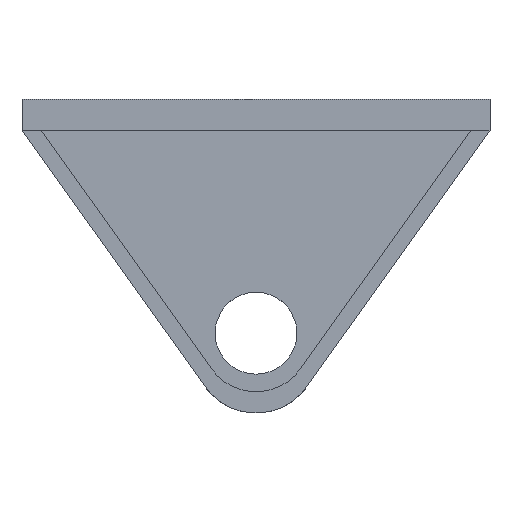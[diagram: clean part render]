
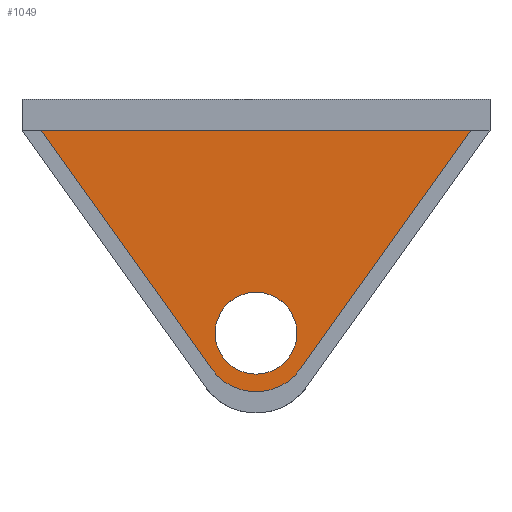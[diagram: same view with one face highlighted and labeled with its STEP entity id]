
A CAD part, top view. The second image highlights one B-rep face of the part: STEP entity #1049.
In plain terms, the highlighted planar face has unit normal (0, 0, 1).
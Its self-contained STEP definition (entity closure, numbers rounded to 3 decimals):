
#447=CIRCLE('',#1002,7.);
#448=CIRCLE('',#1003,5.25);
#485=ORIENTED_EDGE('',*,*,#699,.T.);
#486=ORIENTED_EDGE('',*,*,#705,.T.);
#487=ORIENTED_EDGE('',*,*,#706,.T.);
#488=ORIENTED_EDGE('',*,*,#707,.T.);
#489=ORIENTED_EDGE('',*,*,#708,.T.);
#577=VECTOR('',#809,1.);
#583=VECTOR('',#817,1.);
#584=VECTOR('',#820,1.);
#621=LINE('',#927,#577);
#627=LINE('',#938,#583);
#628=LINE('',#941,#584);
#662=VERTEX_POINT('',#925);
#663=VERTEX_POINT('',#926);
#667=VERTEX_POINT('',#937);
#668=VERTEX_POINT('',#939);
#669=VERTEX_POINT('',#942);
#699=EDGE_CURVE('',#662,#663,#621,.T.);
#705=EDGE_CURVE('',#663,#667,#627,.T.);
#706=EDGE_CURVE('',#667,#668,#447,.T.);
#707=EDGE_CURVE('',#668,#662,#628,.T.);
#708=EDGE_CURVE('',#669,#669,#448,.T.);
#738=EDGE_LOOP('',(#485,#486,#487,#488));
#739=EDGE_LOOP('',(#489));
#762=FACE_BOUND('',#738,.T.);
#763=FACE_BOUND('',#739,.T.);
#809=DIRECTION('',(-55.084,0.,0.));
#815=DIRECTION('',(0.,0.,1.));
#816=DIRECTION('',(0.,-1.,0.));
#817=DIRECTION('',(21.846,-30.584,0.));
#818=DIRECTION('',(0.,0.,1.));
#819=DIRECTION('',(-5.696,-4.069,0.));
#820=DIRECTION('',(21.846,30.584,0.));
#821=DIRECTION('',(0.,0.,-1.));
#822=DIRECTION('',(0.,-5.25,0.));
#925=CARTESIAN_POINT('',(27.542,0.,3.));
#926=CARTESIAN_POINT('',(-27.542,0.,3.));
#927=CARTESIAN_POINT('',(27.542,0.,3.));
#936=CARTESIAN_POINT('',(-29.746,-35.719,3.));
#937=CARTESIAN_POINT('',(-5.696,-30.584,3.));
#938=CARTESIAN_POINT('',(-27.542,0.,3.));
#939=CARTESIAN_POINT('',(5.696,-30.584,3.));
#940=CARTESIAN_POINT('',(0.,-26.516,3.));
#941=CARTESIAN_POINT('',(5.696,-30.584,3.));
#942=CARTESIAN_POINT('',(0.,-31.25,3.));
#943=CARTESIAN_POINT('',(0.,-26.,3.));
#1001=AXIS2_PLACEMENT_3D('',#936,#815,#816);
#1002=AXIS2_PLACEMENT_3D('',#940,#818,#819);
#1003=AXIS2_PLACEMENT_3D('',#943,#821,#822);
#1032=PLANE('',#1001);
#1049=ADVANCED_FACE('',(#762,#763),#1032,.T.);
